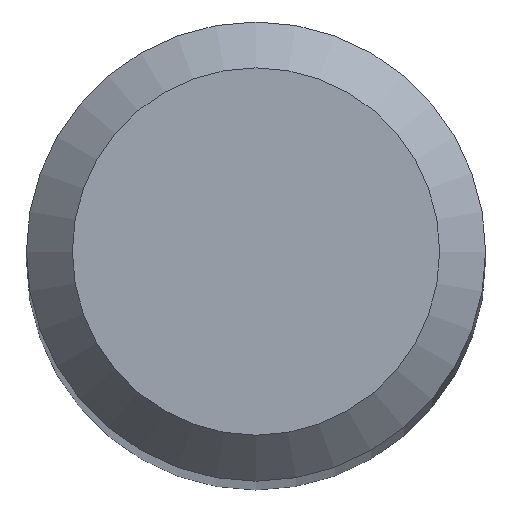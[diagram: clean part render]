
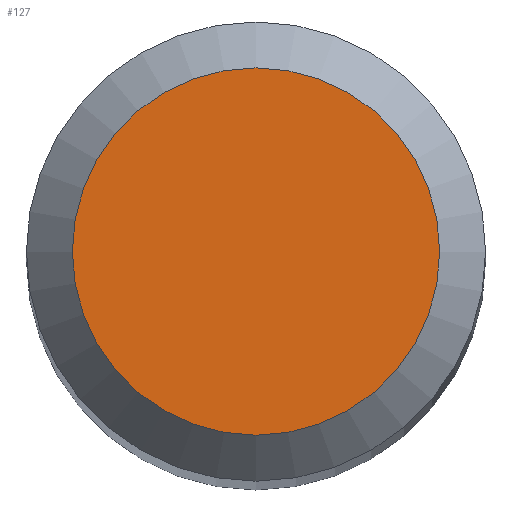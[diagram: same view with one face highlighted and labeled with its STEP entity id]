
A CAD part, top view. The second image highlights one B-rep face of the part: STEP entity #127.
In plain terms, the highlighted planar face has unit normal (0, 0, 1).
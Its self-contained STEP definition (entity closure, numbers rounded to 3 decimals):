
#48 = CARTESIAN_POINT ( 'NONE',  ( 0., 0., 50. ) ) ;
#80 = EDGE_LOOP ( 'NONE', ( #223 ) ) ;
#89 = CARTESIAN_POINT ( 'NONE',  ( 0., 0., 50. ) ) ;
#93 = VERTEX_POINT ( 'NONE', #115 ) ;
#94 = AXIS2_PLACEMENT_3D ( 'NONE', #48, #108, #124 ) ;
#108 = DIRECTION ( 'NONE',  ( 0., 0., -1. ) ) ;
#115 = CARTESIAN_POINT ( 'NONE',  ( 0., 1.2, 50. ) ) ;
#124 = DIRECTION ( 'NONE',  ( 0., 1., 0. ) ) ;
#127 = ADVANCED_FACE ( 'NONE', ( #144 ), #128, .F. ) ;
#128 = PLANE ( 'NONE',  #94 ) ;
#144 = FACE_OUTER_BOUND ( 'NONE', #80, .T. ) ;
#150 = AXIS2_PLACEMENT_3D ( 'NONE', #89, #168, #253 ) ;
#168 = DIRECTION ( 'NONE',  ( 0., 0., -1. ) ) ;
#200 = EDGE_CURVE ( 'NONE', #93, #93, #207, .T. ) ;
#207 = CIRCLE ( 'NONE', #150, 1.2 ) ;
#223 = ORIENTED_EDGE ( 'NONE', *, *, #200, .F. ) ;
#253 = DIRECTION ( 'NONE',  ( 0., 1., 0. ) ) ;
